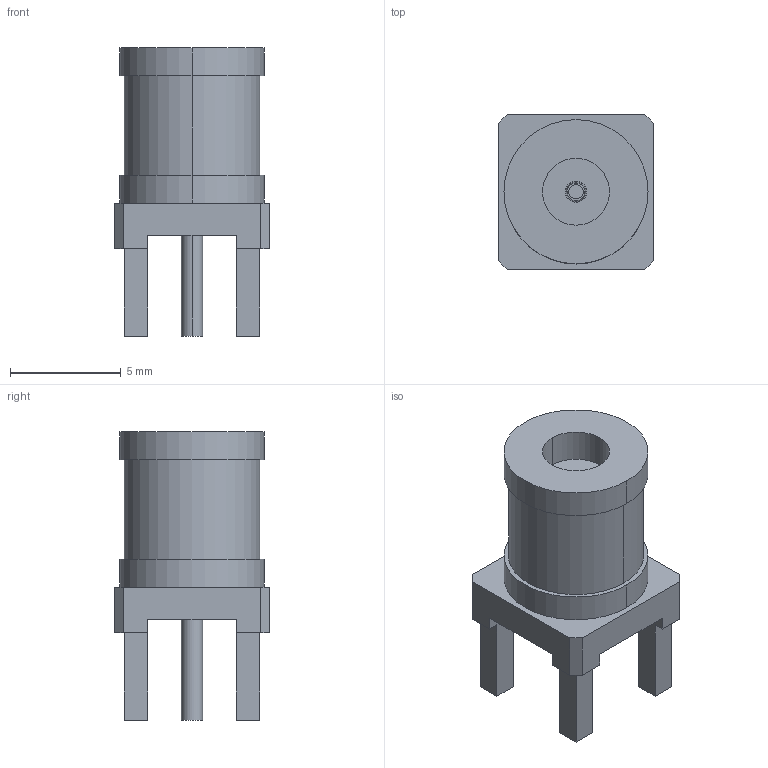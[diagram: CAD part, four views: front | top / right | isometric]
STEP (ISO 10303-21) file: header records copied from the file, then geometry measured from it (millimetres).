
FILE_DESCRIPTION((''),'2;1');
FILE_NAME('C-CONSMB006-G','2024-02-21T01:31:56',('workeradm'),('TE Connectivity Ltd.'),'CREO PARAMETRIC BY PTC INC, 2021072','CREO PARAMETRIC BY PTC INC, 2021072','');
FILE_SCHEMA(('AUTOMOTIVE_DESIGN { 1 0 10303 214 1 1 1 1 }'));
Length unit declared in the file: millimetre
Products named in the file (1): C-CONSMB006-G
Bounding box: 7 x 7 x 13 mm (x, y, z)
Volume: 299.8 mm3; surface area: 399.5 mm2
Topology: 1 solids, 1 shells, 72 faces, 180 edges, 120 vertices
Faces by surface type: plane 52, cylinder 16, cone 4
Entity records: 2336 total; most frequent: CARTESIAN_POINT 406, ORIENTED_EDGE 360, DIRECTION 356, EDGE_CURVE 180, VECTOR 132, LINE 132, COLOUR_RGB 126, VERTEX_POINT 120
